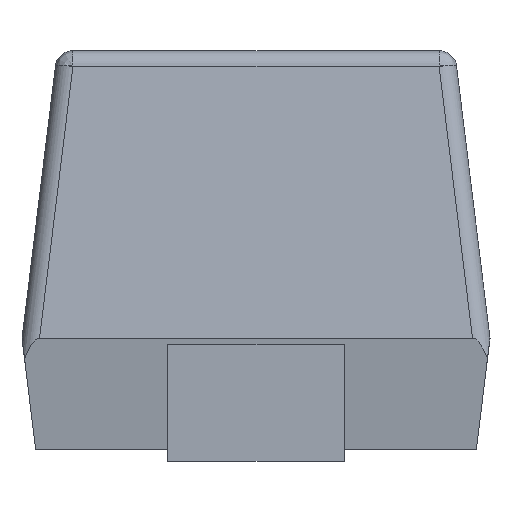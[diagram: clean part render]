
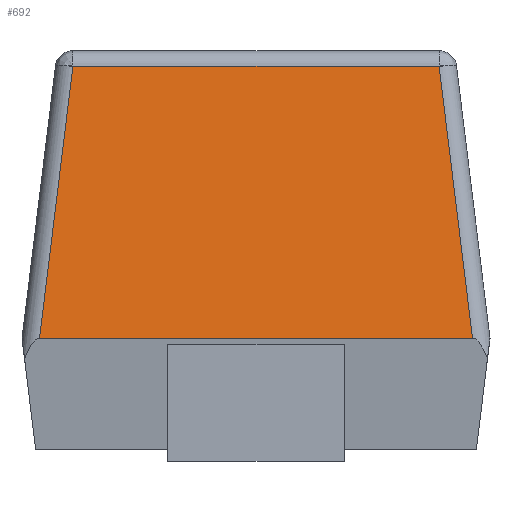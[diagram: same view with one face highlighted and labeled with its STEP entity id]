
A CAD part, left-side view. The second image highlights one B-rep face of the part: STEP entity #692.
In plain terms, the highlighted planar face has unit normal (-0.993, 0, 0.122).
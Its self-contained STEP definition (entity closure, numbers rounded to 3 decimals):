
#66=FACE_OUTER_BOUND('',#105,.T.);
#105=EDGE_LOOP('',(#534,#535,#536,#537));
#154=LINE('',#1038,#227);
#177=LINE('',#1095,#250);
#179=LINE('',#1100,#252);
#180=LINE('',#1101,#253);
#227=VECTOR('',#836,1000.);
#250=VECTOR('',#895,1000.);
#252=VECTOR('',#901,1000.);
#253=VECTOR('',#902,1000.);
#298=VERTEX_POINT('',#1035);
#299=VERTEX_POINT('',#1037);
#315=VERTEX_POINT('',#1093);
#316=VERTEX_POINT('',#1099);
#361=EDGE_CURVE('',#299,#298,#154,.T.);
#390=EDGE_CURVE('',#315,#298,#177,.T.);
#392=EDGE_CURVE('',#315,#316,#179,.T.);
#393=EDGE_CURVE('',#316,#299,#180,.T.);
#534=ORIENTED_EDGE('',*,*,#390,.F.);
#535=ORIENTED_EDGE('',*,*,#392,.T.);
#536=ORIENTED_EDGE('',*,*,#393,.T.);
#537=ORIENTED_EDGE('',*,*,#361,.T.);
#622=PLANE('',#756);
#692=ADVANCED_FACE('',(#66),#622,.T.);
#756=AXIS2_PLACEMENT_3D('',#1098,#899,#900);
#836=DIRECTION('',(0.,-1.,0.));
#895=DIRECTION('',(-0.121,-0.121,-0.985));
#899=DIRECTION('center_axis',(-0.993,0.,0.122));
#900=DIRECTION('ref_axis',(-0.122,0.,-0.993));
#901=DIRECTION('',(0.,1.,0.));
#902=DIRECTION('',(-0.121,0.121,-0.985));
#1035=CARTESIAN_POINT('',(-0.599,-0.369,0.19));
#1037=CARTESIAN_POINT('',(-0.599,0.369,0.19));
#1038=CARTESIAN_POINT('',(-0.599,-0.4,0.19));
#1093=CARTESIAN_POINT('',(-0.542,-0.312,0.654));
#1095=CARTESIAN_POINT('',(-0.583,-0.353,0.319));
#1098=CARTESIAN_POINT('Origin',(-0.6,-0.4,0.18));
#1099=CARTESIAN_POINT('',(-0.542,0.312,0.654));
#1100=CARTESIAN_POINT('',(-0.542,-0.4,0.654));
#1101=CARTESIAN_POINT('',(-0.542,0.312,0.654));
